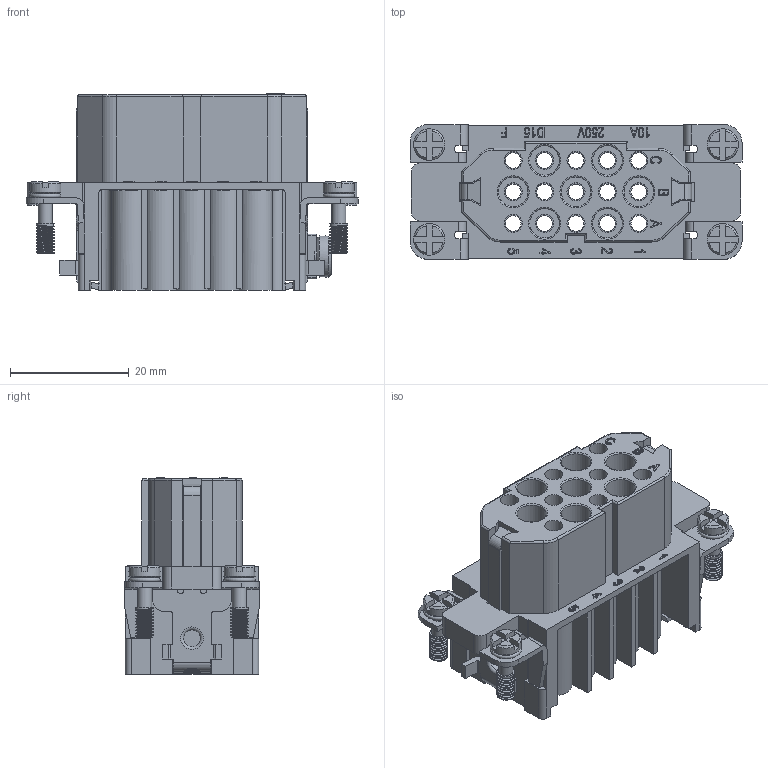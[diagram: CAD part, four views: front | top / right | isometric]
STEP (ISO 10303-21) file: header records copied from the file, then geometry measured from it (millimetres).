
FILE_DESCRIPTION(/* description */ (''),/* implementation_level */ '2;1');
FILE_NAME(/* name */ 'HD-015-FC.stp',/* time_stamp */ '2023-03-21T17:00:26+08:00',/* author */ (''),/* organization */ (''),/* preprocessor_version */ 'ST-DEVELOPER v16',/* originating_system */ 'SIEMENS PLM Software NX 10.0',/* authorisation */ '');
FILE_SCHEMA (('CONFIG_CONTROL_DESIGN'));
Products named in the file (1): HD-015-FC
Bounding box: 56 x 22.7 x 33.2 mm (x, y, z)
Volume: 0 mm3; surface area: 17144.2 mm2
Topology: 1 solids, 4 shells, 1152 faces, 3249 edges, 2153 vertices
Faces by surface type: plane 740, cylinder 259, extrusion 66, cone 55, torus 17, bspline 15
Full cylindrical faces by diameter (mm): 1.8 x8, 2.4 x4, 2.6 x2, 2.65 x15, 2.8 x1, 3 x6, 3.05 x15, 3.7 x15, 4.3 x15, 5 x7, 5.3 x4, 7 x1
Entity records: 51294 total; most frequent: CARTESIAN_POINT 22808, ORIENTED_EDGE 5936, DIRECTION 5469, EDGE_CURVE 2968, VECTOR 2137, LINE 2071, VERTEX_POINT 2018, AXIS2_PLACEMENT_3D 1666
